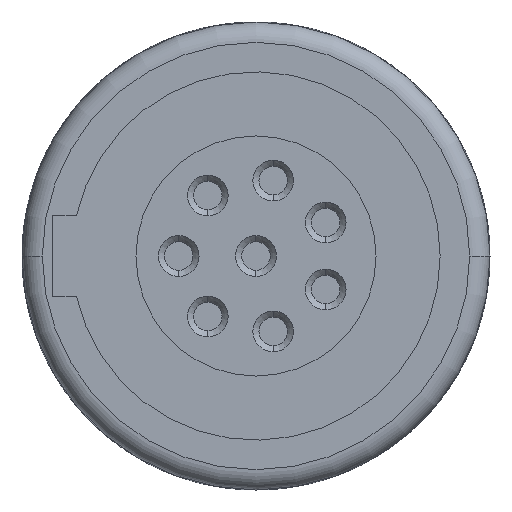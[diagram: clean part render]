
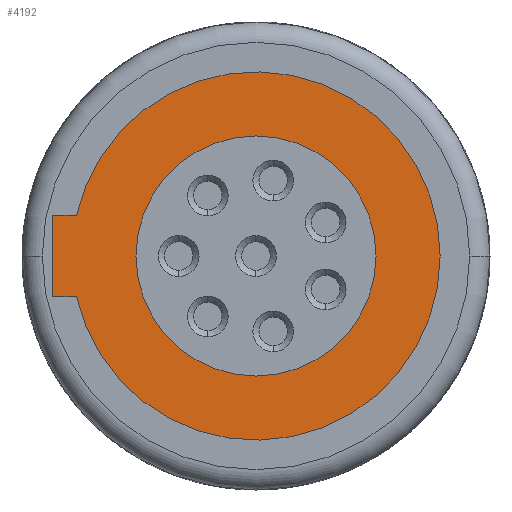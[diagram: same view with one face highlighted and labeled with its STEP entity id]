
A CAD part, left-side view. The second image highlights one B-rep face of the part: STEP entity #4192.
In plain terms, the highlighted planar face has unit normal (-1, 0, 0).
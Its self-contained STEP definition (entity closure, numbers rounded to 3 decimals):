
#1=DIRECTION('',(0.,1.,0.));
#2=VECTOR('',#1,0.587);
#3=CARTESIAN_POINT('',(0.,4.413,-1.));
#4=LINE('',#3,#2);
#5=DIRECTION('',(0.,0.,1.));
#6=VECTOR('',#5,2.);
#7=CARTESIAN_POINT('',(0.,5.,-1.));
#8=LINE('',#7,#6);
#9=DIRECTION('',(0.,-1.,0.));
#10=VECTOR('',#9,0.587);
#11=CARTESIAN_POINT('',(0.,5.,1.));
#12=LINE('',#11,#10);
#13=CARTESIAN_POINT('',(0.,0.,0.));
#14=DIRECTION('',(1.,0.,0.));
#15=DIRECTION('',(0.,0.,-1.));
#16=AXIS2_PLACEMENT_3D('',#13,#14,#15);
#18=CARTESIAN_POINT('',(0.,0.,0.));
#19=DIRECTION('',(1.,0.,0.));
#20=DIRECTION('',(0.,0.,1.));
#21=AXIS2_PLACEMENT_3D('',#18,#19,#20);
#32=CARTESIAN_POINT('',(0.,0.,0.));
#33=DIRECTION('',(-1.,0.,0.));
#34=DIRECTION('',(0.,0.975,-0.221));
#35=AXIS2_PLACEMENT_3D('',#32,#33,#34);
#3615=CARTESIAN_POINT('',(0.,0.,-2.95));
#3616=VERTEX_POINT('',#3615);
#3617=CARTESIAN_POINT('',(0.,0.,2.95));
#3618=VERTEX_POINT('',#3617);
#3917=CARTESIAN_POINT('',(0.,5.,-1.));
#3918=CARTESIAN_POINT('',(0.,5.,1.));
#3919=VERTEX_POINT('',#3917);
#3920=VERTEX_POINT('',#3918);
#3921=CARTESIAN_POINT('',(0.,4.413,-1.));
#3922=VERTEX_POINT('',#3921);
#3923=CARTESIAN_POINT('',(0.,4.413,1.));
#3924=VERTEX_POINT('',#3923);
#4171=CARTESIAN_POINT('',(0.,0.,0.));
#4172=DIRECTION('',(1.,0.,0.));
#4173=DIRECTION('',(0.,0.,-1.));
#4174=AXIS2_PLACEMENT_3D('',#4171,#4172,#4173);
#4175=PLANE('',#4174);
#4177=ORIENTED_EDGE('',*,*,#4176,.F.);
#4179=ORIENTED_EDGE('',*,*,#4178,.T.);
#4181=ORIENTED_EDGE('',*,*,#4180,.T.);
#4183=ORIENTED_EDGE('',*,*,#4182,.T.);
#4184=EDGE_LOOP('',(#4177,#4179,#4181,#4183));
#4185=FACE_OUTER_BOUND('',#4184,.F.);
#4187=ORIENTED_EDGE('',*,*,#4186,.F.);
#4189=ORIENTED_EDGE('',*,*,#4188,.F.);
#4190=EDGE_LOOP('',(#4187,#4189));
#4191=FACE_BOUND('',#4190,.F.);
#4192=ADVANCED_FACE('',(#4185,#4191),#4175,.F.);
#17=CIRCLE('',#16,2.95);
#22=CIRCLE('',#21,2.95);
#36=CIRCLE('',#35,4.525);
#4176=EDGE_CURVE('',#3922,#3924,#36,.T.);
#4178=EDGE_CURVE('',#3922,#3919,#4,.T.);
#4180=EDGE_CURVE('',#3919,#3920,#8,.T.);
#4182=EDGE_CURVE('',#3920,#3924,#12,.T.);
#4186=EDGE_CURVE('',#3616,#3618,#17,.T.);
#4188=EDGE_CURVE('',#3618,#3616,#22,.T.);
